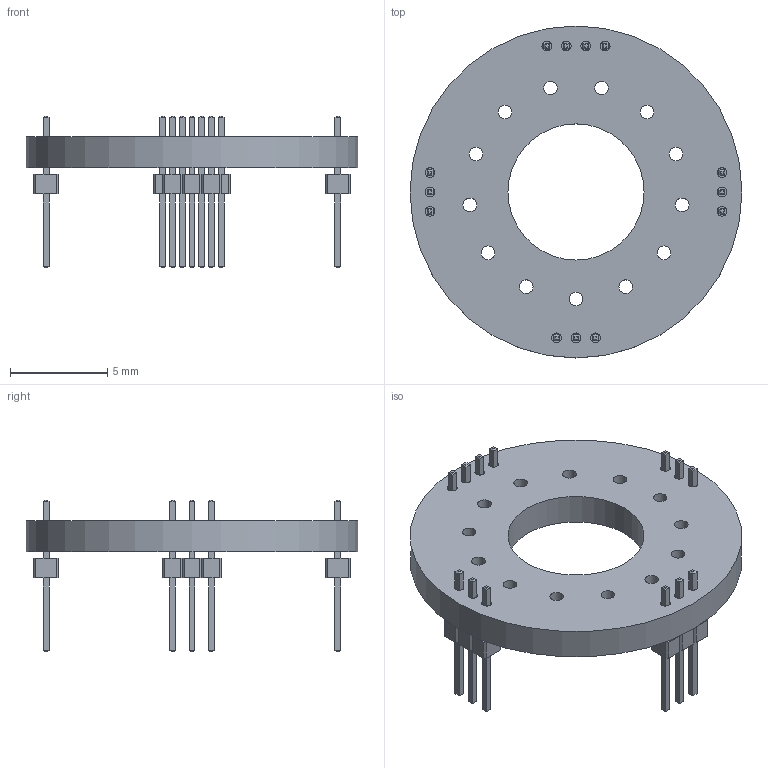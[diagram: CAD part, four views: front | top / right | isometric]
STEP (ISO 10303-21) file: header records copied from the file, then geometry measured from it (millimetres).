
FILE_DESCRIPTION(('KiCad electronic assembly'),'2;1');
FILE_NAME('NixieTubeJackBoard.step','2021-03-06T11:54:17',('An Author'), ('A Company'),'Open CASCADE STEP processor 7.5', 'KiCad to STEP converter','Unknown');
FILE_SCHEMA(('AUTOMOTIVE_DESIGN { 1 0 10303 214 1 1 1 1 }'));
Length unit declared in the file: millimetre
Products named in the file (6): Open CASCADE STEP translator 7.5 1; PinHeader_1x03_P1.00mm_Vertical; SOLID; PinHeader_1x04_P1.00mm_Vertical; COMPOUND
Assembly tree (7 placements, depth 3):
  Open CASCADE STEP translator 7.5 1
    PinHeader_1x03_P1.00mm_Vertical  x3
      SOLID
    PinHeader_1x04_P1.00mm_Vertical
      SOLID
    COMPOUND
Bounding box: 17.07 x 17.07 x 7.8 mm (x, y, z)
Volume: 316.5 mm3; surface area: 738.5 mm2
Topology: 5 solids, 5 shells, 358 faces, 862 edges, 540 vertices
Faces by surface type: plane 330, cylinder 28
Full cylindrical faces by diameter (mm): 0.5 x13, 0.7 x13, 7 x1, 17.066 x1
Entity records: 13895 total; most frequent: CARTESIAN_POINT 2036, DIRECTION 1990, LINE 1394, VECTOR 1394, ORIENTED_EDGE 1004, PCURVE 1004, DEFINITIONAL_REPRESENTATION 1004, EDGE_CURVE 502
